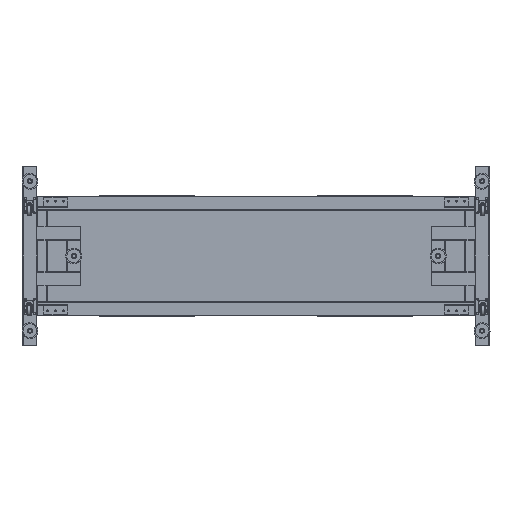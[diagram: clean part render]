
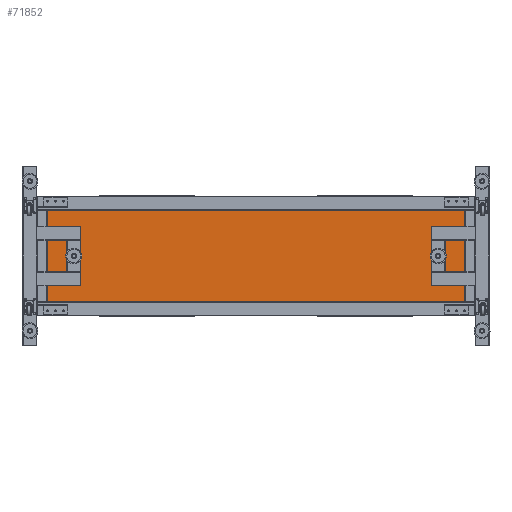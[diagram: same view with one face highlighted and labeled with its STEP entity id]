
A CAD part, front view. The second image highlights one B-rep face of the part: STEP entity #71852.
In plain terms, the highlighted planar face has unit normal (0, -1, 0).
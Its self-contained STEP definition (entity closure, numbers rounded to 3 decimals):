
#7438 = DIRECTION ( 'NONE',  ( -1., 0., 0. ) ) ;
#10569 = DIRECTION ( 'NONE',  ( 0., 0., 1. ) ) ;
#11249 = VERTEX_POINT ( 'NONE', #56829 ) ;
#19008 = LINE ( 'NONE', #57083, #73431 ) ;
#19657 = EDGE_CURVE ( 'NONE', #51171, #43947, #75356, .T. ) ;
#20427 = FACE_OUTER_BOUND ( 'NONE', #44430, .T. ) ;
#20824 = DIRECTION ( 'NONE',  ( 0., 0., 1. ) ) ;
#25211 = ORIENTED_EDGE ( 'NONE', *, *, #19657, .F. ) ;
#25770 = CARTESIAN_POINT ( 'NONE',  ( -18.172, 555.441, 0. ) ) ;
#28578 = EDGE_CURVE ( 'NONE', #43947, #52705, #54324, .T. ) ;
#29640 = LINE ( 'NONE', #67718, #68906 ) ;
#39344 = CARTESIAN_POINT ( 'NONE',  ( 1180.318, 555.441, -228.49 ) ) ;
#43947 = VERTEX_POINT ( 'NONE', #80290 ) ;
#44430 = EDGE_LOOP ( 'NONE', ( #25211, #69934, #48936, #66855 ) ) ;
#45178 = EDGE_CURVE ( 'NONE', #51171, #11249, #19008, .T. ) ;
#45799 = PLANE ( 'NONE',  #56578 ) ;
#46695 = VECTOR ( 'NONE', #7438, 1000. ) ;
#48936 = ORIENTED_EDGE ( 'NONE', *, *, #59306, .F. ) ;
#51171 = VERTEX_POINT ( 'NONE', #55840 ) ;
#52705 = VERTEX_POINT ( 'NONE', #72950 ) ;
#54324 = LINE ( 'NONE', #59274, #72409 ) ;
#55840 = CARTESIAN_POINT ( 'NONE',  ( 880.318, 555.441, -228.49 ) ) ;
#56578 = AXIS2_PLACEMENT_3D ( 'NONE', #25770, #75292, #20824 ) ;
#56829 = CARTESIAN_POINT ( 'NONE',  ( 880.318, 555.441, 228.49 ) ) ;
#57083 = CARTESIAN_POINT ( 'NONE',  ( 880.318, 555.441, -228.49 ) ) ;
#57900 = DIRECTION ( 'NONE',  ( 0., 0., 1. ) ) ;
#59274 = CARTESIAN_POINT ( 'NONE',  ( -1216.662, 555.441, -228.49 ) ) ;
#59306 = EDGE_CURVE ( 'NONE', #52705, #11249, #29640, .T. ) ;
#66855 = ORIENTED_EDGE ( 'NONE', *, *, #28578, .F. ) ;
#66913 = DIRECTION ( 'NONE',  ( 1., 0., 0. ) ) ;
#67718 = CARTESIAN_POINT ( 'NONE',  ( -1216.662, 555.441, 228.49 ) ) ;
#68906 = VECTOR ( 'NONE', #66913, 1000. ) ;
#69934 = ORIENTED_EDGE ( 'NONE', *, *, #45178, .T. ) ;
#71852 = ADVANCED_FACE ( 'NONE', ( #20427 ), #45799, .F. ) ;
#72409 = VECTOR ( 'NONE', #10569, 1000. ) ;
#72950 = CARTESIAN_POINT ( 'NONE',  ( -1216.662, 555.441, 228.49 ) ) ;
#73431 = VECTOR ( 'NONE', #57900, 1000. ) ;
#75292 = DIRECTION ( 'NONE',  ( 0., 1., 0. ) ) ;
#75356 = LINE ( 'NONE', #39344, #46695 ) ;
#80290 = CARTESIAN_POINT ( 'NONE',  ( -1216.662, 555.441, -228.49 ) ) ;
